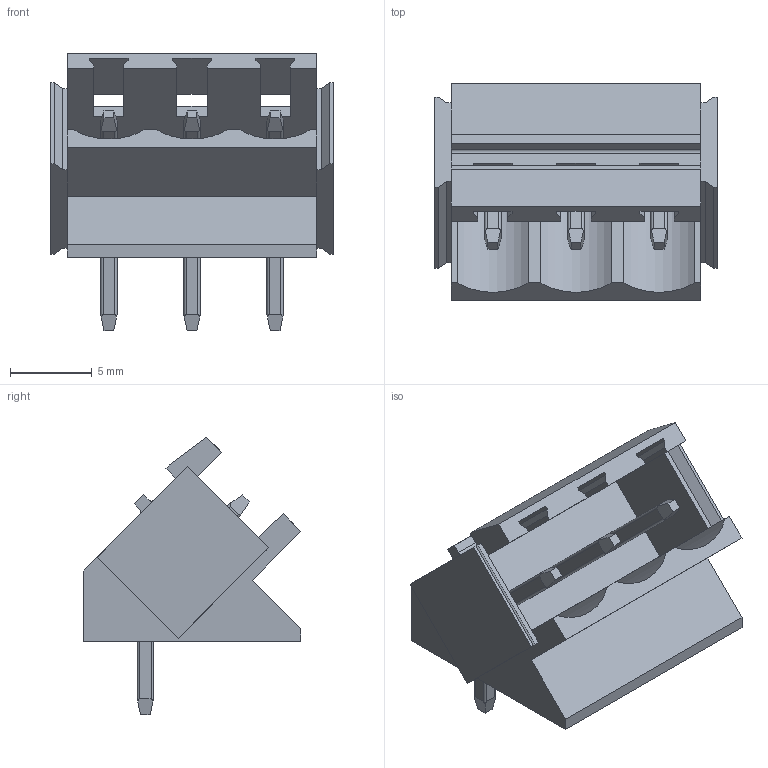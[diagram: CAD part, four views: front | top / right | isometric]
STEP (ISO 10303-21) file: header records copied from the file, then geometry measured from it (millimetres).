
FILE_DESCRIPTION(('CATIA V5 STEP Exchange','CAx-IF Rec.Pracs.--- Model Styling and Organization---1.4--- 2014-01-23'),'2;1');
FILE_NAME ('D1490392_0_1635510000_1635510000.stp','2021-06-21T10:27:10+00:00',('none'),('Weidmueller'),'CATIA Version 5-6 Release 2016 SP3 HF44','CATIA V5 STEP AP214','none');
FILE_SCHEMA(('AUTOMOTIVE_DESIGN { 1 0 10303 214 1 1 1 1 }'));
Length unit declared in the file: millimetre
Products named in the file (1): 1635510000
Bounding box: 17.24 x 13.3 x 16.97 mm (x, y, z)
Volume: 1036.1 mm3; surface area: 1560.1 mm2
Topology: 4 solids, 4 shells, 193 faces, 549 edges, 358 vertices
Faces by surface type: plane 140, cylinder 53
Entity records: 6917 total; most frequent: CARTESIAN_POINT 1919, ORIENTED_EDGE 1098, DIRECTION 801, EDGE_CURVE 549, VECTOR 443, LINE 443, VERTEX_POINT 358, EDGE_LOOP 199
